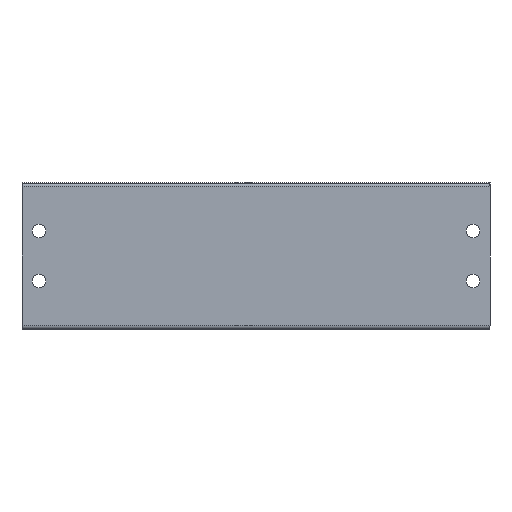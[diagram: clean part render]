
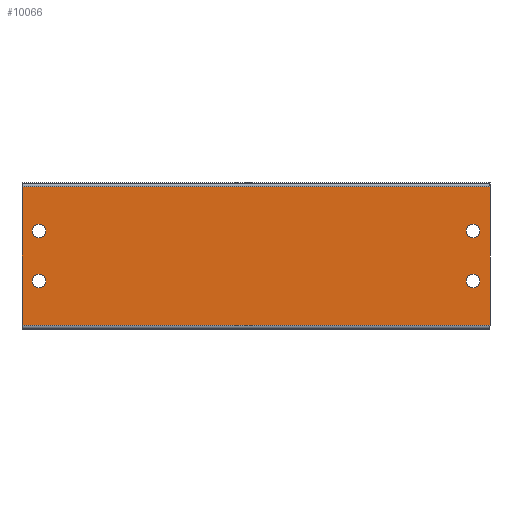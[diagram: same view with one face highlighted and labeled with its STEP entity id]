
A CAD part, front view. The second image highlights one B-rep face of the part: STEP entity #10066.
In plain terms, the highlighted face is planar.
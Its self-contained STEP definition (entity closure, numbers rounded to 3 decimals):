
#141=CARTESIAN_POINT('',(146.25,-10.25,-10.));
#142=VERTEX_POINT('',#141);
#151=CARTESIAN_POINT('',(151.75,-10.25,-10.));
#152=VERTEX_POINT('',#151);
#153=CARTESIAN_POINT('',(149.0,-10.25,-10.));
#154=DIRECTION('',(0.0,0.0,1.0));
#155=DIRECTION('',(-1.0,0.0,0.0));
#156=AXIS2_PLACEMENT_3D('',#153,#154,#155);
#157=CIRCLE('',#156,2.75);
#158=EDGE_CURVE('',#152,#142,#157,.T.);
#183=CARTESIAN_POINT('',(-31.75,-10.25,-10.));
#184=VERTEX_POINT('',#183);
#193=CARTESIAN_POINT('',(-26.25,-10.25,-10.));
#194=VERTEX_POINT('',#193);
#195=CARTESIAN_POINT('',(-29.,-10.25,-10.));
#196=DIRECTION('',(0.0,0.0,1.0));
#197=DIRECTION('',(-1.0,0.0,0.0));
#198=AXIS2_PLACEMENT_3D('',#195,#196,#197);
#199=CIRCLE('',#198,2.75);
#200=EDGE_CURVE('',#194,#184,#199,.T.);
#225=CARTESIAN_POINT('',(-31.75,10.25,-10.));
#226=VERTEX_POINT('',#225);
#235=CARTESIAN_POINT('',(-26.25,10.25,-10.));
#236=VERTEX_POINT('',#235);
#237=CARTESIAN_POINT('',(-29.,10.25,-10.));
#238=DIRECTION('',(0.0,0.0,1.0));
#239=DIRECTION('',(-1.0,0.0,0.0));
#240=AXIS2_PLACEMENT_3D('',#237,#238,#239);
#241=CIRCLE('',#240,2.75);
#242=EDGE_CURVE('',#236,#226,#241,.T.);
#267=CARTESIAN_POINT('',(146.25,10.25,-10.));
#268=VERTEX_POINT('',#267);
#277=CARTESIAN_POINT('',(151.75,10.25,-10.));
#278=VERTEX_POINT('',#277);
#279=CARTESIAN_POINT('',(149.0,10.25,-10.));
#280=DIRECTION('',(0.0,0.0,1.0));
#281=DIRECTION('',(-1.0,0.0,0.0));
#282=AXIS2_PLACEMENT_3D('',#279,#280,#281);
#283=CIRCLE('',#282,2.75);
#284=EDGE_CURVE('',#278,#268,#283,.T.);
#4890=CARTESIAN_POINT('',(-36.0,-28.5,-10.0));
#4891=VERTEX_POINT('',#4890);
#4899=CARTESIAN_POINT('',(156.0,-28.5,-10.0));
#4900=VERTEX_POINT('',#4899);
#4901=CARTESIAN_POINT('',(-36.0,-28.5,-10.0));
#4902=DIRECTION('',(1.0,0.0,0.0));
#4903=VECTOR('',#4902,192.0);
#4904=LINE('',#4901,#4903);
#4905=EDGE_CURVE('',#4891,#4900,#4904,.T.);
#5016=CARTESIAN_POINT('',(156.0,28.5,-10.0));
#5017=VERTEX_POINT('',#5016);
#5025=CARTESIAN_POINT('',(-36.0,28.5,-10.0));
#5026=VERTEX_POINT('',#5025);
#5027=CARTESIAN_POINT('',(156.0,28.5,-10.0));
#5028=DIRECTION('',(-1.0,0.0,0.0));
#5029=VECTOR('',#5028,192.0);
#5030=LINE('',#5027,#5029);
#5031=EDGE_CURVE('',#5017,#5026,#5030,.T.);
#5130=CARTESIAN_POINT('',(156.0,-28.5,-10.0));
#5131=DIRECTION('',(0.0,1.0,0.0));
#5132=VECTOR('',#5131,57.);
#5133=LINE('',#5130,#5132);
#5134=EDGE_CURVE('',#4900,#5017,#5133,.T.);
#9915=CARTESIAN_POINT('',(149.0,10.25,-10.));
#9916=DIRECTION('',(0.0,0.0,1.0));
#9917=DIRECTION('',(-1.0,0.0,0.0));
#9918=AXIS2_PLACEMENT_3D('',#9915,#9916,#9917);
#9919=CIRCLE('',#9918,2.75);
#9920=EDGE_CURVE('',#268,#278,#9919,.T.);
#9939=CARTESIAN_POINT('',(-29.,10.25,-10.));
#9940=DIRECTION('',(0.0,0.0,1.0));
#9941=DIRECTION('',(-1.0,0.0,0.0));
#9942=AXIS2_PLACEMENT_3D('',#9939,#9940,#9941);
#9943=CIRCLE('',#9942,2.75);
#9944=EDGE_CURVE('',#226,#236,#9943,.T.);
#9963=CARTESIAN_POINT('',(-29.,-10.25,-10.));
#9964=DIRECTION('',(0.0,0.0,1.0));
#9965=DIRECTION('',(-1.0,0.0,0.0));
#9966=AXIS2_PLACEMENT_3D('',#9963,#9964,#9965);
#9967=CIRCLE('',#9966,2.75);
#9968=EDGE_CURVE('',#184,#194,#9967,.T.);
#9987=CARTESIAN_POINT('',(149.0,-10.25,-10.));
#9988=DIRECTION('',(0.0,0.0,1.0));
#9989=DIRECTION('',(-1.0,0.0,0.0));
#9990=AXIS2_PLACEMENT_3D('',#9987,#9988,#9989);
#9991=CIRCLE('',#9990,2.75);
#9992=EDGE_CURVE('',#142,#152,#9991,.T.);
#10003=CARTESIAN_POINT('',(-36.0,28.5,-10.0));
#10004=DIRECTION('',(0.0,-1.0,0.0));
#10005=VECTOR('',#10004,57.0);
#10006=LINE('',#10003,#10005);
#10007=EDGE_CURVE('',#5026,#4891,#10006,.T.);
#10039=CARTESIAN_POINT('',(60.,0.,-10.0));
#10040=DIRECTION('',(0.0,0.0,1.0));
#10041=DIRECTION('',(1.0,0.0,0.0));
#10042=AXIS2_PLACEMENT_3D('',#10039,#10040,#10041);
#10043=PLANE('',#10042);
#10044=ORIENTED_EDGE('',*,*,#5031,.F.);
#10045=ORIENTED_EDGE('',*,*,#5134,.F.);
#10046=ORIENTED_EDGE('',*,*,#4905,.F.);
#10047=ORIENTED_EDGE('',*,*,#10007,.F.);
#10048=EDGE_LOOP('',(#10044,#10045,#10046,#10047));
#10049=FACE_OUTER_BOUND('',#10048,.T.);
#10050=ORIENTED_EDGE('',*,*,#284,.T.);
#10051=ORIENTED_EDGE('',*,*,#9920,.T.);
#10052=EDGE_LOOP('',(#10050,#10051));
#10053=FACE_BOUND('',#10052,.T.);
#10054=ORIENTED_EDGE('',*,*,#242,.T.);
#10055=ORIENTED_EDGE('',*,*,#9944,.T.);
#10056=EDGE_LOOP('',(#10054,#10055));
#10057=FACE_BOUND('',#10056,.T.);
#10058=ORIENTED_EDGE('',*,*,#200,.T.);
#10059=ORIENTED_EDGE('',*,*,#9968,.T.);
#10060=EDGE_LOOP('',(#10058,#10059));
#10061=FACE_BOUND('',#10060,.T.);
#10062=ORIENTED_EDGE('',*,*,#158,.T.);
#10063=ORIENTED_EDGE('',*,*,#9992,.T.);
#10064=EDGE_LOOP('',(#10062,#10063));
#10065=FACE_BOUND('',#10064,.T.);
#10066=ADVANCED_FACE('',(#10049,#10053,#10057,#10061,#10065),#10043,.F.);
